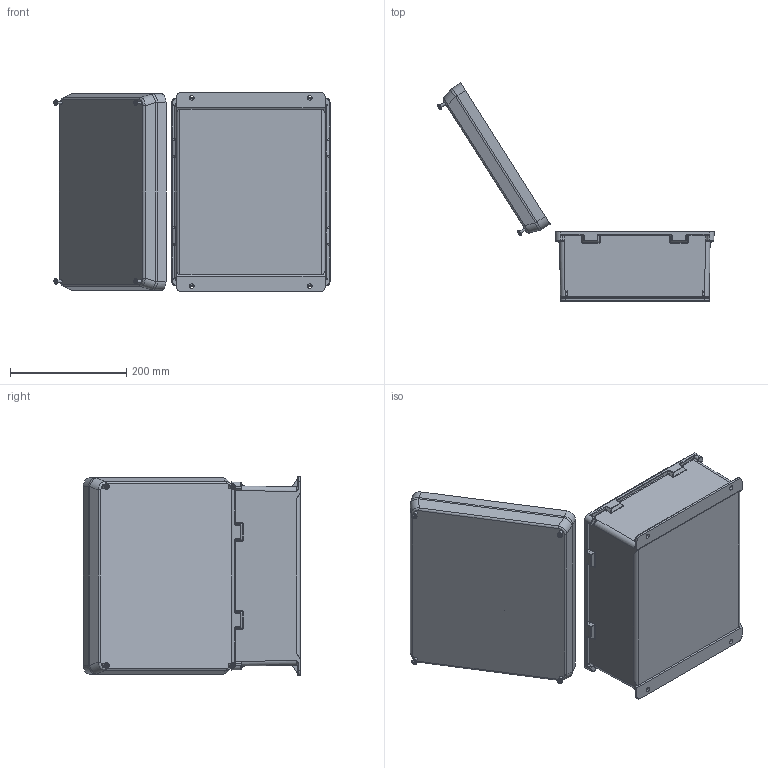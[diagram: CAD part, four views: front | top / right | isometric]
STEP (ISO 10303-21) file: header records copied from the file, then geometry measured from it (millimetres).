
FILE_DESCRIPTION (( 'STEP AP214' ), '1' );
FILE_NAME ('NBC121005.STEP', '2018-02-19T14:52:27', ( '' ), ( '' ), 'SwSTEP 2.0', 'SolidWorks 2017', '' );
FILE_SCHEMA (( 'AUTOMOTIVE_DESIGN' ));
Length unit declared in the file: inch
Products named in the file (4): NBC_LidScrew; NBC121005-Lid; NBC121005-Box; NBC121005
Assembly tree (6 placements, depth 2):
  NBC121005
    NBC121005-Box
    NBC121005-Lid
    NBC_LidScrew  x4
Bounding box: 475.57 x 375.2 x 343 mm (x, y, z)
Volume: 1317317 mm3; surface area: 738600 mm2
Topology: 6 solids, 6 shells, 1122 faces, 2580 edges, 1482 vertices
Faces by surface type: cylinder 338, cone 264, plane 244, bspline 160, torus 76, sphere 40
Full cylindrical faces by diameter (mm): 4.216 x4, 5.3 x4, 6.428 x4, 6.5 x8, 8 x4, 10 x4
Entity records: 31759 total; most frequent: CARTESIAN_POINT 10299, DIRECTION 4034, ORIENTED_EDGE 3912, EDGE_CURVE 1956, AXIS2_PLACEMENT_3D 1659, EDGE_LOOP 1254, VERTEX_POINT 1244, FACE_OUTER_BOUND 1018
